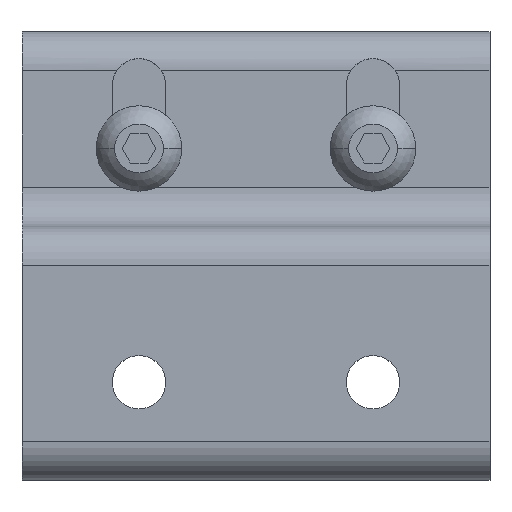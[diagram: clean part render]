
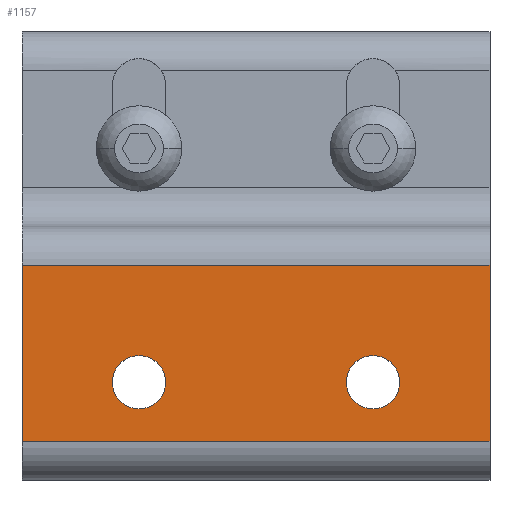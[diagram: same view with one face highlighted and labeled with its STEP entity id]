
A CAD part, top view. The second image highlights one B-rep face of the part: STEP entity #1157.
In plain terms, the highlighted planar face has unit normal (0, 0, 1).
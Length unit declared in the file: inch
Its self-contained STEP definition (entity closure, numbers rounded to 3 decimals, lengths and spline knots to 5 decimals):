
#386=CARTESIAN_POINT('',(1.5,0.172,0.25));
#387=VERTEX_POINT('',#386);
#403=CARTESIAN_POINT('',(1.5,-0.17,0.25));
#404=VERTEX_POINT('',#403);
#411=CARTESIAN_POINT('',(1.5,0.001,0.25));
#412=DIRECTION('',(0.0,0.0,-1.0));
#413=DIRECTION('',(0.0,1.0,0.0));
#414=AXIS2_PLACEMENT_3D('',#411,#412,#413);
#415=CIRCLE('',#414,0.171);
#416=EDGE_CURVE('',#387,#404,#415,.T.);
#428=CARTESIAN_POINT('',(0.0,0.172,0.25));
#429=VERTEX_POINT('',#428);
#445=CARTESIAN_POINT('',(0.,-0.17,0.25));
#446=VERTEX_POINT('',#445);
#453=CARTESIAN_POINT('',(0.0,0.001,0.25));
#454=DIRECTION('',(0.0,0.0,-1.0));
#455=DIRECTION('',(0.0,1.0,0.0));
#456=AXIS2_PLACEMENT_3D('',#453,#454,#455);
#457=CIRCLE('',#456,0.171);
#458=EDGE_CURVE('',#429,#446,#457,.T.);
#847=CARTESIAN_POINT('',(0.0,0.001,0.25));
#848=DIRECTION('',(0.0,0.0,-1.0));
#849=DIRECTION('',(0.0,1.0,0.0));
#850=AXIS2_PLACEMENT_3D('',#847,#848,#849);
#851=CIRCLE('',#850,0.171);
#852=EDGE_CURVE('',#446,#429,#851,.T.);
#871=CARTESIAN_POINT('',(1.5,0.001,0.25));
#872=DIRECTION('',(0.0,0.0,-1.0));
#873=DIRECTION('',(0.0,1.0,0.0));
#874=AXIS2_PLACEMENT_3D('',#871,#872,#873);
#875=CIRCLE('',#874,0.171);
#876=EDGE_CURVE('',#404,#387,#875,.T.);
#1091=CARTESIAN_POINT('',(-0.75,0.751,0.25));
#1092=VERTEX_POINT('',#1091);
#1100=CARTESIAN_POINT('',(2.25,0.751,0.25));
#1101=VERTEX_POINT('',#1100);
#1102=CARTESIAN_POINT('',(2.25,0.751,0.25));
#1103=DIRECTION('',(-1.0,0.0,0.0));
#1104=VECTOR('',#1103,3.0);
#1105=LINE('',#1102,#1104);
#1106=EDGE_CURVE('',#1101,#1092,#1105,.T.);
#1119=CARTESIAN_POINT('',(2.25,0.751,0.25));
#1120=DIRECTION('',(0.0,0.0,1.0));
#1121=DIRECTION('',(0.0,1.0,0.0));
#1122=AXIS2_PLACEMENT_3D('',#1119,#1120,#1121);
#1123=PLANE('',#1122);
#1124=CARTESIAN_POINT('',(-0.75,-0.378,0.25));
#1125=VERTEX_POINT('',#1124);
#1126=CARTESIAN_POINT('',(-0.75,0.751,0.25));
#1127=DIRECTION('',(0.0,-1.0,0.0));
#1128=VECTOR('',#1127,1.129);
#1129=LINE('',#1126,#1128);
#1130=EDGE_CURVE('',#1092,#1125,#1129,.T.);
#1131=ORIENTED_EDGE('',*,*,#1130,.T.);
#1132=CARTESIAN_POINT('',(2.25,-0.378,0.25));
#1133=VERTEX_POINT('',#1132);
#1134=CARTESIAN_POINT('',(2.25,-0.378,0.25));
#1135=DIRECTION('',(-1.0,0.0,0.0));
#1136=VECTOR('',#1135,3.0);
#1137=LINE('',#1134,#1136);
#1138=EDGE_CURVE('',#1133,#1125,#1137,.T.);
#1139=ORIENTED_EDGE('',*,*,#1138,.F.);
#1140=CARTESIAN_POINT('',(2.25,-0.378,0.25));
#1141=DIRECTION('',(0.0,1.0,0.0));
#1142=VECTOR('',#1141,1.129);
#1143=LINE('',#1140,#1142);
#1144=EDGE_CURVE('',#1133,#1101,#1143,.T.);
#1145=ORIENTED_EDGE('',*,*,#1144,.T.);
#1146=ORIENTED_EDGE('',*,*,#1106,.T.);
#1147=EDGE_LOOP('',(#1131,#1139,#1145,#1146));
#1148=FACE_OUTER_BOUND('',#1147,.T.);
#1149=ORIENTED_EDGE('',*,*,#458,.T.);
#1150=ORIENTED_EDGE('',*,*,#852,.T.);
#1151=EDGE_LOOP('',(#1149,#1150));
#1152=FACE_BOUND('',#1151,.T.);
#1153=ORIENTED_EDGE('',*,*,#416,.T.);
#1154=ORIENTED_EDGE('',*,*,#876,.T.);
#1155=EDGE_LOOP('',(#1153,#1154));
#1156=FACE_BOUND('',#1155,.T.);
#1157=ADVANCED_FACE('',(#1148,#1152,#1156),#1123,.T.);
